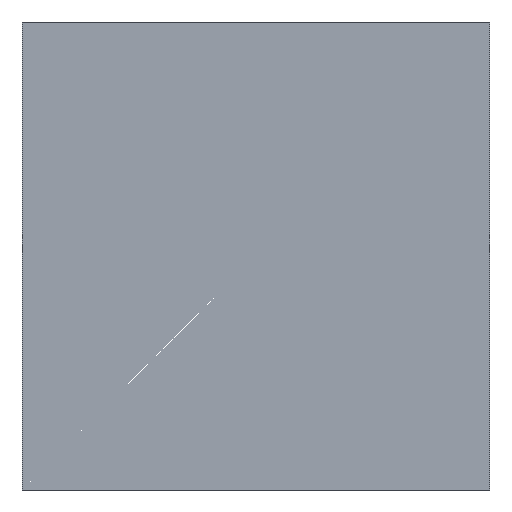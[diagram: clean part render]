
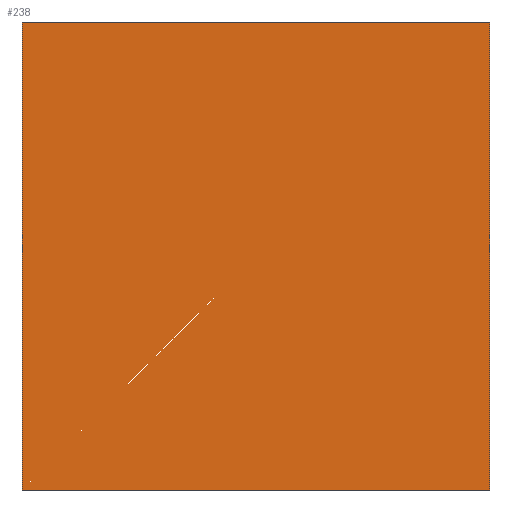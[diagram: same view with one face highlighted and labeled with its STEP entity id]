
A CAD part, front view. The second image highlights one B-rep face of the part: STEP entity #238.
In plain terms, the highlighted planar face has unit normal (0, -1, 0).
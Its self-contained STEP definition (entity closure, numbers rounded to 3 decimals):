
#8 = LINE ( 'NONE', #180, #349 ) ;
#16 = VERTEX_POINT ( 'NONE', #181 ) ;
#20 = VECTOR ( 'NONE', #126, 1000. ) ;
#27 = CARTESIAN_POINT ( 'NONE',  ( 5., 0., -5. ) ) ;
#28 = AXIS2_PLACEMENT_3D ( 'NONE', #404, #169, #373 ) ;
#34 = EDGE_CURVE ( 'NONE', #363, #108, #41, .T. ) ;
#41 = LINE ( 'NONE', #27, #203 ) ;
#54 = ORIENTED_EDGE ( 'NONE', *, *, #100, .F. ) ;
#73 = DIRECTION ( 'NONE',  ( 1., 0., 0. ) ) ;
#76 = EDGE_CURVE ( 'NONE', #16, #188, #368, .T. ) ;
#87 = DIRECTION ( 'NONE',  ( 0., 0., 1. ) ) ;
#94 = LINE ( 'NONE', #385, #20 ) ;
#96 = EDGE_CURVE ( 'NONE', #188, #363, #8, .T. ) ;
#100 = EDGE_CURVE ( 'NONE', #108, #16, #94, .T. ) ;
#108 = VERTEX_POINT ( 'NONE', #210 ) ;
#126 = DIRECTION ( 'NONE',  ( -1., 0., 0. ) ) ;
#166 = ORIENTED_EDGE ( 'NONE', *, *, #34, .F. ) ;
#169 = DIRECTION ( 'NONE',  ( 0., 1., 0. ) ) ;
#172 = PLANE ( 'NONE',  #28 ) ;
#173 = CARTESIAN_POINT ( 'NONE',  ( -5., 0., 5. ) ) ;
#180 = CARTESIAN_POINT ( 'NONE',  ( -5., 0., 5. ) ) ;
#181 = CARTESIAN_POINT ( 'NONE',  ( -5., 0., -5. ) ) ;
#188 = VERTEX_POINT ( 'NONE', #173 ) ;
#189 = ORIENTED_EDGE ( 'NONE', *, *, #96, .F. ) ;
#203 = VECTOR ( 'NONE', #351, 1000. ) ;
#210 = CARTESIAN_POINT ( 'NONE',  ( 5., 0., -5. ) ) ;
#237 = CARTESIAN_POINT ( 'NONE',  ( 5., 0., 5. ) ) ;
#238 = ADVANCED_FACE ( 'NONE', ( #327 ), #172, .F. ) ;
#259 = ORIENTED_EDGE ( 'NONE', *, *, #76, .F. ) ;
#279 = EDGE_LOOP ( 'NONE', ( #259, #54, #166, #189 ) ) ;
#291 = CARTESIAN_POINT ( 'NONE',  ( -5., 0., -5. ) ) ;
#327 = FACE_OUTER_BOUND ( 'NONE', #279, .T. ) ;
#349 = VECTOR ( 'NONE', #73, 1000. ) ;
#351 = DIRECTION ( 'NONE',  ( 0., 0., -1. ) ) ;
#358 = VECTOR ( 'NONE', #87, 1000. ) ;
#363 = VERTEX_POINT ( 'NONE', #237 ) ;
#368 = LINE ( 'NONE', #291, #358 ) ;
#373 = DIRECTION ( 'NONE',  ( 0., 0., 1. ) ) ;
#385 = CARTESIAN_POINT ( 'NONE',  ( -5., 0., -5. ) ) ;
#404 = CARTESIAN_POINT ( 'NONE',  ( 0., 0., 0. ) ) ;
